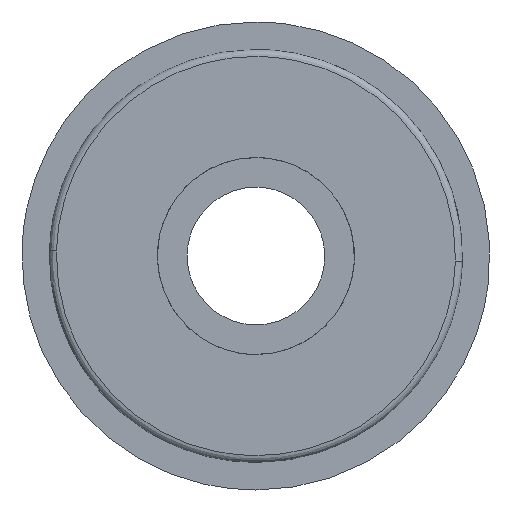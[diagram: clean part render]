
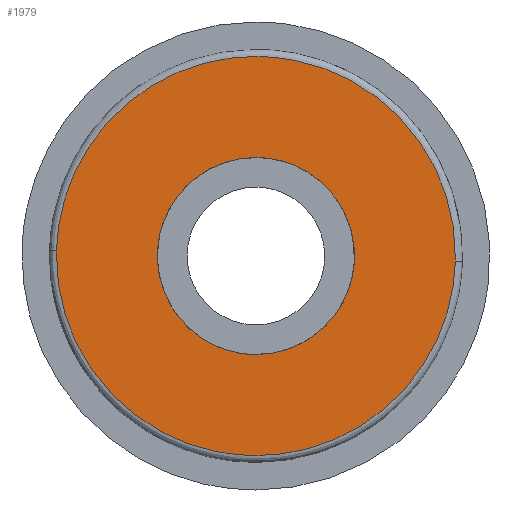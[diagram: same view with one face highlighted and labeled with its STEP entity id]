
A CAD part, front view. The second image highlights one B-rep face of the part: STEP entity #1979.
In plain terms, the highlighted free-form (B-spline) face has degree [1, 1] with [2, 2] control points.
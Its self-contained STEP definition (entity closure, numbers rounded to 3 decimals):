
#813=CARTESIAN_POINT('',(-7.11,0.,0.845));
#814=VERTEX_POINT('',#813);
#820=CARTESIAN_POINT('',(0.0,0.0,-7.16));
#821=VERTEX_POINT('',#820);
#822=CARTESIAN_POINT('',(-7.11,0.,0.845));
#823=CARTESIAN_POINT('',(-7.16,0.0,0.424));
#824=CARTESIAN_POINT('',(-7.16,0.0,0.0));
#825=CARTESIAN_POINT('',(-7.16,0.0,-7.16));
#826=CARTESIAN_POINT('',(0.0,0.0,-7.16));
#834=(BOUNDED_CURVE()B_SPLINE_CURVE(2,(#822,#823,#824,#825,#826),.UNSPECIFIED.,.F.,.U.)B_SPLINE_CURVE_WITH_KNOTS((3,2,3),(0.23,0.25,0.5),.UNSPECIFIED.)CURVE()GEOMETRIC_REPRESENTATION_ITEM()RATIONAL_B_SPLINE_CURVE((0.956,0.976,1.0,0.707,1.0))REPRESENTATION_ITEM(''));
#835=EDGE_CURVE('',#814,#821,#834,.T.);
#837=CARTESIAN_POINT('',(7.147,0.,-0.437));
#838=VERTEX_POINT('',#837);
#839=CARTESIAN_POINT('',(0.0,0.0,-7.16));
#840=CARTESIAN_POINT('',(6.735,0.0,-7.16));
#841=CARTESIAN_POINT('',(7.147,0.,-0.437));
#849=(BOUNDED_CURVE()B_SPLINE_CURVE(2,(#839,#840,#841),.UNSPECIFIED.,.F.,.U.)B_SPLINE_CURVE_WITH_KNOTS((3,3),(0.5,0.739),.UNSPECIFIED.)CURVE()GEOMETRIC_REPRESENTATION_ITEM()RATIONAL_B_SPLINE_CURVE((1.0,0.72,0.976))REPRESENTATION_ITEM(''));
#850=EDGE_CURVE('',#821,#838,#849,.T.);
#928=CARTESIAN_POINT('',(0.0,0.0,7.16));
#929=VERTEX_POINT('',#928);
#930=CARTESIAN_POINT('',(7.147,0.,-0.437));
#931=CARTESIAN_POINT('',(7.16,0.0,-0.219));
#932=CARTESIAN_POINT('',(7.16,0.0,0.0));
#933=CARTESIAN_POINT('',(7.16,0.0,7.16));
#934=CARTESIAN_POINT('',(0.0,0.0,7.16));
#942=(BOUNDED_CURVE()B_SPLINE_CURVE(2,(#930,#931,#932,#933,#934),.UNSPECIFIED.,.F.,.U.)B_SPLINE_CURVE_WITH_KNOTS((3,2,3),(0.739,0.75,1.0),.UNSPECIFIED.)CURVE()GEOMETRIC_REPRESENTATION_ITEM()RATIONAL_B_SPLINE_CURVE((0.976,0.988,1.0,0.707,1.0))REPRESENTATION_ITEM(''));
#943=EDGE_CURVE('',#838,#929,#942,.T.);
#945=CARTESIAN_POINT('',(0.0,0.0,7.16));
#946=CARTESIAN_POINT('',(-6.359,0.0,7.16));
#947=CARTESIAN_POINT('',(-7.11,0.,0.845));
#955=(BOUNDED_CURVE()B_SPLINE_CURVE(2,(#945,#946,#947),.UNSPECIFIED.,.F.,.U.)B_SPLINE_CURVE_WITH_KNOTS((3,3),(0.0,0.23),.UNSPECIFIED.)CURVE()GEOMETRIC_REPRESENTATION_ITEM()RATIONAL_B_SPLINE_CURVE((1.0,0.731,0.956))REPRESENTATION_ITEM(''));
#956=EDGE_CURVE('',#929,#814,#955,.T.);
#1766=CARTESIAN_POINT('',(14.495,0.,-0.364));
#1767=VERTEX_POINT('',#1766);
#1781=CARTESIAN_POINT('',(0.0,0.,-14.5));
#1782=VERTEX_POINT('',#1781);
#1783=CARTESIAN_POINT('',(0.0,0.,-14.5));
#1784=CARTESIAN_POINT('',(14.14,0.,-14.5));
#1785=CARTESIAN_POINT('',(14.495,0.,-0.364));
#1793=(BOUNDED_CURVE()B_SPLINE_CURVE(2,(#1783,#1784,#1785),.UNSPECIFIED.,.F.,.U.)B_SPLINE_CURVE_WITH_KNOTS((3,3),(0.0,0.246),.UNSPECIFIED.)CURVE()GEOMETRIC_REPRESENTATION_ITEM()RATIONAL_B_SPLINE_CURVE((1.0,0.712,0.99))REPRESENTATION_ITEM(''));
#1794=EDGE_CURVE('',#1782,#1767,#1793,.T.);
#1796=CARTESIAN_POINT('',(-14.495,0.,0.364));
#1797=VERTEX_POINT('',#1796);
#1798=CARTESIAN_POINT('',(-14.495,0.,0.364));
#1799=CARTESIAN_POINT('',(-14.5,0.,0.182));
#1800=CARTESIAN_POINT('',(-14.5,0.,0.));
#1801=CARTESIAN_POINT('',(-14.5,0.,-14.5));
#1802=CARTESIAN_POINT('',(0.0,0.,-14.5));
#1810=(BOUNDED_CURVE()B_SPLINE_CURVE(2,(#1798,#1799,#1800,#1801,#1802),.UNSPECIFIED.,.F.,.U.)B_SPLINE_CURVE_WITH_KNOTS((3,2,3),(0.746,0.75,1.0),.UNSPECIFIED.)CURVE()GEOMETRIC_REPRESENTATION_ITEM()RATIONAL_B_SPLINE_CURVE((0.99,0.995,1.0,0.707,1.0))REPRESENTATION_ITEM(''));
#1811=EDGE_CURVE('',#1797,#1782,#1810,.T.);
#1855=CARTESIAN_POINT('',(0.0,0.,14.5));
#1856=VERTEX_POINT('',#1855);
#1857=CARTESIAN_POINT('',(0.0,0.,14.5));
#1858=CARTESIAN_POINT('',(-14.14,0.,14.5));
#1859=CARTESIAN_POINT('',(-14.495,0.,0.364));
#1867=(BOUNDED_CURVE()B_SPLINE_CURVE(2,(#1857,#1858,#1859),.UNSPECIFIED.,.F.,.U.)B_SPLINE_CURVE_WITH_KNOTS((3,3),(0.5,0.746),.UNSPECIFIED.)CURVE()GEOMETRIC_REPRESENTATION_ITEM()RATIONAL_B_SPLINE_CURVE((1.0,0.712,0.99))REPRESENTATION_ITEM(''));
#1868=EDGE_CURVE('',#1856,#1797,#1867,.T.);
#1870=CARTESIAN_POINT('',(14.495,0.,-0.364));
#1871=CARTESIAN_POINT('',(14.5,0.,-0.182));
#1872=CARTESIAN_POINT('',(14.5,0.,0.));
#1873=CARTESIAN_POINT('',(14.5,0.,14.5));
#1874=CARTESIAN_POINT('',(0.0,0.,14.5));
#1882=(BOUNDED_CURVE()B_SPLINE_CURVE(2,(#1870,#1871,#1872,#1873,#1874),.UNSPECIFIED.,.F.,.U.)B_SPLINE_CURVE_WITH_KNOTS((3,2,3),(0.246,0.25,0.5),.UNSPECIFIED.)CURVE()GEOMETRIC_REPRESENTATION_ITEM()RATIONAL_B_SPLINE_CURVE((0.99,0.995,1.0,0.707,1.0))REPRESENTATION_ITEM(''));
#1883=EDGE_CURVE('',#1767,#1856,#1882,.T.);
#1962=CARTESIAN_POINT('',(-15.944,0.,15.949));
#1963=CARTESIAN_POINT('',(-15.944,0.,-15.949));
#1964=CARTESIAN_POINT('',(15.944,0.,15.949));
#1965=CARTESIAN_POINT('',(15.944,0.,-15.949));
#1966=B_SPLINE_SURFACE_WITH_KNOTS('',1,1,((#1962,#1964),(#1963,#1965)),.UNSPECIFIED.,.F.,.F.,.U.,(2,2),(2,2),(0.0,31.897),(0.0,31.887),.UNSPECIFIED.);
#1967=ORIENTED_EDGE('',*,*,#1794,.T.);
#1968=ORIENTED_EDGE('',*,*,#1883,.T.);
#1969=ORIENTED_EDGE('',*,*,#1868,.T.);
#1970=ORIENTED_EDGE('',*,*,#1811,.T.);
#1971=EDGE_LOOP('',(#1967,#1968,#1969,#1970));
#1972=FACE_OUTER_BOUND('',#1971,.T.);
#1973=ORIENTED_EDGE('',*,*,#850,.F.);
#1974=ORIENTED_EDGE('',*,*,#835,.F.);
#1975=ORIENTED_EDGE('',*,*,#956,.F.);
#1976=ORIENTED_EDGE('',*,*,#943,.F.);
#1977=EDGE_LOOP('',(#1973,#1974,#1975,#1976));
#1978=FACE_BOUND('',#1977,.T.);
#1979=ADVANCED_FACE('',(#1972,#1978),#1966,.T.);
